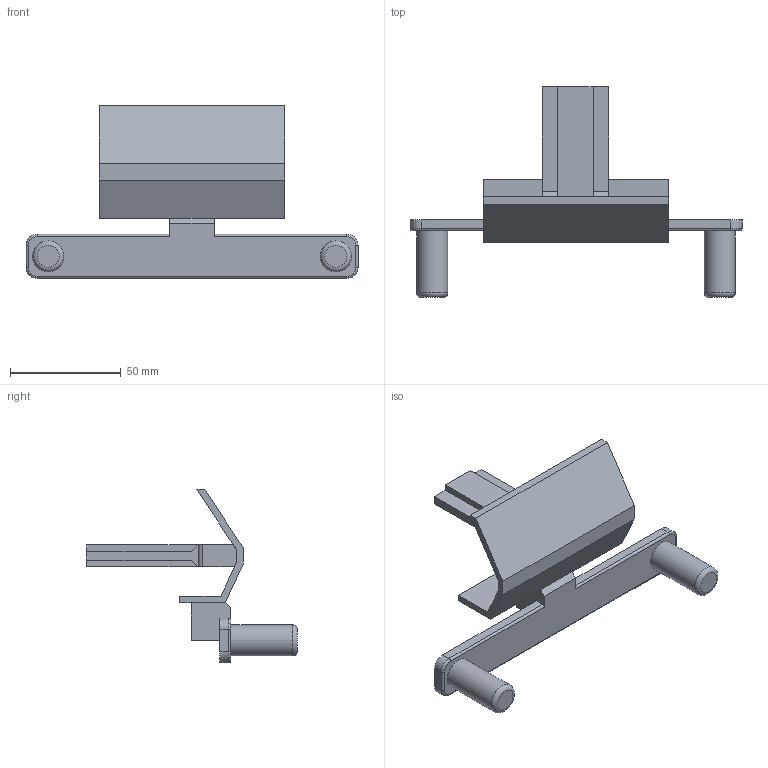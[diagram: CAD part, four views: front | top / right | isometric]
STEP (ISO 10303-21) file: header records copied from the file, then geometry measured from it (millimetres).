
FILE_DESCRIPTION(('HOOPS Exchange Step'),'2;1');
FILE_NAME('temp_export','2025-05-07T16:34:26+07:00',('ADMIN'),('Shapr3D Limited'),'HOOPS Exchange 2024.8','Shapr3D','Authorized');
FILE_SCHEMA( ('AP203_CONFIGURATION_CONTROLLED_3D_DESIGN_OF_MECHANICAL_PARTS_AND_ASSEMBLIES_MIM_LF') );
Length unit declared in the file: millimetre
Products named in the file (1): root
Bounding box: 150 x 95.1 x 78.2 mm (x, y, z)
Volume: 63331.2 mm3; surface area: 30217.9 mm2
Topology: 1 solids, 1 shells, 75 faces, 197 edges, 124 vertices
Faces by surface type: plane 56, cylinder 13, torus 6
Full cylindrical faces by diameter (mm): 14 x2
Entity records: 2301 total; most frequent: CARTESIAN_POINT 397, ORIENTED_EDGE 394, DIRECTION 387, EDGE_CURVE 197, VECTOR 159, LINE 159, VERTEX_POINT 124, AXIS2_PLACEMENT_3D 114
